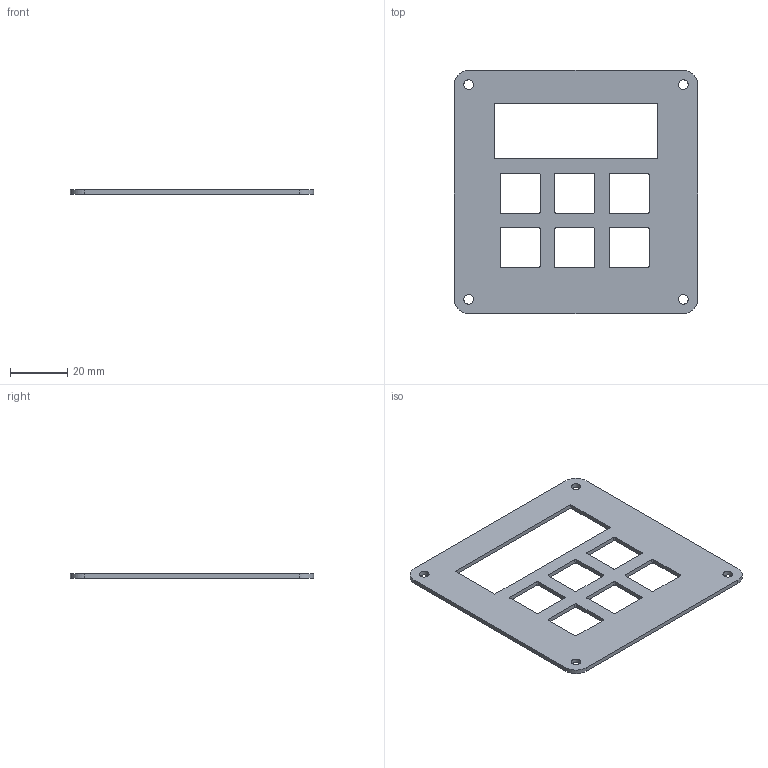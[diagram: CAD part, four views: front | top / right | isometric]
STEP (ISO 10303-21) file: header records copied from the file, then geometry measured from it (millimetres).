
FILE_DESCRIPTION(/* description */ (''),/* implementation_level */ '2;1');
FILE_NAME(/* name */ 'MusicPadCase_Top.step',/* time_stamp */ '2025-06-20T19:44:40-07:00',/* author */ (''),/* organization */ (''),/* preprocessor_version */ 'ST-DEVELOPER v20.1',/* originating_system */ 'Autodesk Translation Framework v14.10.0.0',/* authorisation */ '');
FILE_SCHEMA (('AUTOMOTIVE_DESIGN { 1 0 10303 214 3 1 1 }'));
Length unit declared in the file: millimetre
Products named in the file (1): keyplate
Bounding box: 85.1 x 85.1 x 1.5 mm (x, y, z)
Volume: 7339.8 mm3; surface area: 11074.5 mm2
Topology: 1 solids, 1 shells, 66 faces, 192 edges, 128 vertices
Faces by surface type: plane 34, cylinder 32
Full cylindrical faces by diameter (mm): 3.4 x4
Entity records: 2284 total; most frequent: DIRECTION 390, CARTESIAN_POINT 387, ORIENTED_EDGE 384, EDGE_CURVE 192, AXIS2_PLACEMENT_3D 131, LINE 128, VECTOR 128, VERTEX_POINT 128
